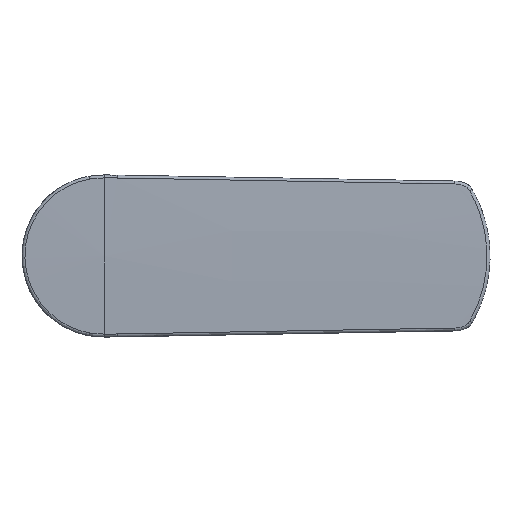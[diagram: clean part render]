
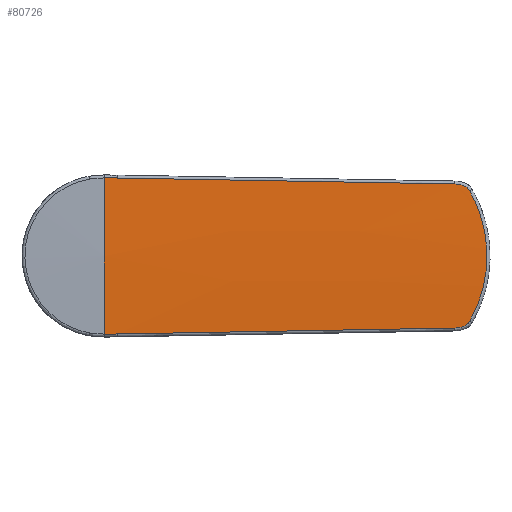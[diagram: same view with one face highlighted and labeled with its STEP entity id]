
A CAD part, top view. The second image highlights one B-rep face of the part: STEP entity #80726.
In plain terms, the highlighted free-form (B-spline) face has degree [3, 3] with [4, 4] control points.
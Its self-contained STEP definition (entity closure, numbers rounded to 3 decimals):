
#2276=B_SPLINE_SURFACE_WITH_KNOTS('',3,3,((#130749,#130750,#130751,#130752),
(#130753,#130754,#130755,#130756),(#130757,#130758,#130759,#130760),(#130761,
#130762,#130763,#130764)),.UNSPECIFIED.,.F.,.F.,.F.,(4,4),(4,4),(0.,0.905),
(0.073,0.926),.UNSPECIFIED.);
#3552=B_SPLINE_CURVE_WITH_KNOTS('',3,(#130735,#130736,#130737,#130738),
 .UNSPECIFIED.,.F.,.F.,(4,4),(0.,1.),.UNSPECIFIED.);
#3553=B_SPLINE_CURVE_WITH_KNOTS('',3,(#130740,#130741,#130742,#130743),
 .UNSPECIFIED.,.F.,.F.,(4,4),(0.,1.),.UNSPECIFIED.);
#3555=B_SPLINE_CURVE_WITH_KNOTS('',3,(#130765,#130766,#130767,#130768),
 .UNSPECIFIED.,.F.,.F.,(4,4),(0.,0.004),
 .UNSPECIFIED.);
#3556=B_SPLINE_CURVE_WITH_KNOTS('',3,(#130770,#130771,#130772,#130773),
 .UNSPECIFIED.,.F.,.F.,(4,4),(0.,0.111),.UNSPECIFIED.);
#3557=B_SPLINE_CURVE_WITH_KNOTS('',3,(#130775,#130776,#130777,#130778,#130779,
#130780,#130781,#130782),.UNSPECIFIED.,.F.,.F.,(4,1,1,1,1,4),(0.,0.001,
0.003,0.004,0.005,0.006),
 .UNSPECIFIED.);
#3558=B_SPLINE_CURVE_WITH_KNOTS('',3,(#130784,#130785,#130786,#130787,#130788,
#130789,#130790,#130791,#130792),.UNSPECIFIED.,.F.,.F.,(4,1,1,1,1,1,4),
(0.,0.011,0.017,0.022,0.028,
0.034,0.045),.UNSPECIFIED.);
#3559=B_SPLINE_CURVE_WITH_KNOTS('',3,(#130794,#130795,#130796,#130797,#130798,
#130799,#130800,#130801),.UNSPECIFIED.,.F.,.F.,(4,1,1,1,1,4),(0.,0.001,
0.001,0.003,0.004,0.006),
 .UNSPECIFIED.);
#3560=B_SPLINE_CURVE_WITH_KNOTS('',3,(#130803,#130804,#130805,#130806),
 .UNSPECIFIED.,.F.,.F.,(4,4),(0.,0.111),.UNSPECIFIED.);
#3561=B_SPLINE_CURVE_WITH_KNOTS('',3,(#130808,#130809,#130810,#130811),
 .UNSPECIFIED.,.F.,.F.,(4,4),(0.,0.004),.UNSPECIFIED.);
#30448=ORIENTED_EDGE('',*,*,#39206,.F.);
#30449=ORIENTED_EDGE('',*,*,#39209,.T.);
#30450=ORIENTED_EDGE('',*,*,#39210,.T.);
#30451=ORIENTED_EDGE('',*,*,#39211,.T.);
#30452=ORIENTED_EDGE('',*,*,#39212,.T.);
#30453=ORIENTED_EDGE('',*,*,#39213,.T.);
#30454=ORIENTED_EDGE('',*,*,#39214,.T.);
#30455=ORIENTED_EDGE('',*,*,#39215,.T.);
#30456=ORIENTED_EDGE('',*,*,#39207,.F.);
#39206=EDGE_CURVE('',#44986,#44987,#3552,.T.);
#39207=EDGE_CURVE('',#44987,#44988,#3553,.T.);
#39209=EDGE_CURVE('',#44986,#44989,#3555,.T.);
#39210=EDGE_CURVE('',#44989,#44990,#3556,.T.);
#39211=EDGE_CURVE('',#44990,#44991,#3557,.T.);
#39212=EDGE_CURVE('',#44991,#44992,#3558,.T.);
#39213=EDGE_CURVE('',#44992,#44993,#3559,.T.);
#39214=EDGE_CURVE('',#44993,#44994,#3560,.T.);
#39215=EDGE_CURVE('',#44994,#44988,#3561,.T.);
#44986=VERTEX_POINT('',#130734);
#44987=VERTEX_POINT('',#130739);
#44988=VERTEX_POINT('',#130744);
#44989=VERTEX_POINT('',#130769);
#44990=VERTEX_POINT('',#130774);
#44991=VERTEX_POINT('',#130783);
#44992=VERTEX_POINT('',#130793);
#44993=VERTEX_POINT('',#130802);
#44994=VERTEX_POINT('',#130807);
#51235=EDGE_LOOP('',(#30448,#30449,#30450,#30451,#30452,#30453,#30454,#30455,
#30456));
#54894=FACE_BOUND('',#51235,.T.);
#80726=ADVANCED_FACE('',(#54894),#2276,.T.);
#130734=CARTESIAN_POINT('',(0.463,-25.718,122.892));
#130735=CARTESIAN_POINT('',(0.463,-25.718,122.892));
#130736=CARTESIAN_POINT('',(0.463,-17.149,123.176));
#130737=CARTESIAN_POINT('',(0.463,-8.574,123.318));
#130738=CARTESIAN_POINT('',(0.462,0.,123.318));
#130739=CARTESIAN_POINT('',(0.462,0.,123.318));
#130740=CARTESIAN_POINT('',(0.462,0.,123.318));
#130741=CARTESIAN_POINT('',(0.463,8.574,123.318));
#130742=CARTESIAN_POINT('',(0.463,17.147,123.176));
#130743=CARTESIAN_POINT('',(0.463,25.716,122.892));
#130744=CARTESIAN_POINT('',(0.463,25.716,122.892));
#130749=CARTESIAN_POINT('',(0.463,-26.058,122.881));
#130750=CARTESIAN_POINT('',(0.462,-8.687,123.464));
#130751=CARTESIAN_POINT('',(0.462,8.684,123.464));
#130752=CARTESIAN_POINT('',(0.463,26.055,122.881));
#130753=CARTESIAN_POINT('',(42.779,-25.319,122.881));
#130754=CARTESIAN_POINT('',(42.779,-8.441,123.464));
#130755=CARTESIAN_POINT('',(42.779,8.437,123.464));
#130756=CARTESIAN_POINT('',(42.779,25.316,122.881));
#130757=CARTESIAN_POINT('',(85.095,-24.58,122.881));
#130758=CARTESIAN_POINT('',(85.095,-8.194,123.464));
#130759=CARTESIAN_POINT('',(85.095,8.191,123.464));
#130760=CARTESIAN_POINT('',(85.095,24.576,122.881));
#130761=CARTESIAN_POINT('',(127.411,-23.84,122.881));
#130762=CARTESIAN_POINT('',(127.411,-7.948,123.464));
#130763=CARTESIAN_POINT('',(127.411,7.945,123.464));
#130764=CARTESIAN_POINT('',(127.411,23.837,122.881));
#130765=CARTESIAN_POINT('',(0.463,-25.718,122.892));
#130766=CARTESIAN_POINT('',(1.903,-25.73,122.891));
#130767=CARTESIAN_POINT('',(3.343,-25.699,122.891));
#130768=CARTESIAN_POINT('',(4.783,-25.674,122.891));
#130769=CARTESIAN_POINT('',(4.783,-25.674,122.891));
#130770=CARTESIAN_POINT('',(4.783,-25.674,122.891));
#130771=CARTESIAN_POINT('',(41.8,-25.022,122.892));
#130772=CARTESIAN_POINT('',(78.818,-24.37,122.892));
#130773=CARTESIAN_POINT('',(115.836,-23.718,122.893));
#130774=CARTESIAN_POINT('',(115.836,-23.718,122.893));
#130775=CARTESIAN_POINT('',(115.836,-23.718,122.893));
#130776=CARTESIAN_POINT('',(116.303,-23.71,122.893));
#130777=CARTESIAN_POINT('',(117.234,-23.665,122.894));
#130778=CARTESIAN_POINT('',(118.561,-23.225,122.909));
#130779=CARTESIAN_POINT('',(119.603,-22.685,122.927));
#130780=CARTESIAN_POINT('',(120.306,-22.071,122.947));
#130781=CARTESIAN_POINT('',(120.555,-21.669,122.961));
#130782=CARTESIAN_POINT('',(120.671,-21.465,122.967));
#130783=CARTESIAN_POINT('',(120.671,-21.465,122.967));
#130784=CARTESIAN_POINT('',(120.671,-21.465,122.967));
#130785=CARTESIAN_POINT('',(122.537,-18.189,123.073));
#130786=CARTESIAN_POINT('',(124.698,-13.019,123.206));
#130787=CARTESIAN_POINT('',(126.196,-5.607,123.302));
#130788=CARTESIAN_POINT('',(126.57,-0.041,123.326));
#130789=CARTESIAN_POINT('',(126.194,5.625,123.302));
#130790=CARTESIAN_POINT('',(124.719,12.935,123.207));
#130791=CARTESIAN_POINT('',(122.536,18.192,123.073));
#130792=CARTESIAN_POINT('',(120.669,21.469,122.967));
#130793=CARTESIAN_POINT('',(120.669,21.469,122.967));
#130794=CARTESIAN_POINT('',(120.669,21.469,122.967));
#130795=CARTESIAN_POINT('',(120.553,21.672,122.961));
#130796=CARTESIAN_POINT('',(120.31,22.067,122.948));
#130797=CARTESIAN_POINT('',(119.598,22.687,122.927));
#130798=CARTESIAN_POINT('',(118.557,23.216,122.909));
#130799=CARTESIAN_POINT('',(117.226,23.659,122.894));
#130800=CARTESIAN_POINT('',(116.285,23.706,122.893));
#130801=CARTESIAN_POINT('',(115.816,23.714,122.893));
#130802=CARTESIAN_POINT('',(115.816,23.714,122.893));
#130803=CARTESIAN_POINT('',(115.816,23.714,122.893));
#130804=CARTESIAN_POINT('',(78.799,24.366,122.892));
#130805=CARTESIAN_POINT('',(41.782,25.019,122.892));
#130806=CARTESIAN_POINT('',(4.765,25.671,122.892));
#130807=CARTESIAN_POINT('',(4.765,25.671,122.892));
#130808=CARTESIAN_POINT('',(4.765,25.671,122.892));
#130809=CARTESIAN_POINT('',(3.331,25.696,122.891));
#130810=CARTESIAN_POINT('',(1.897,25.727,122.891));
#130811=CARTESIAN_POINT('',(0.463,25.716,122.892));
